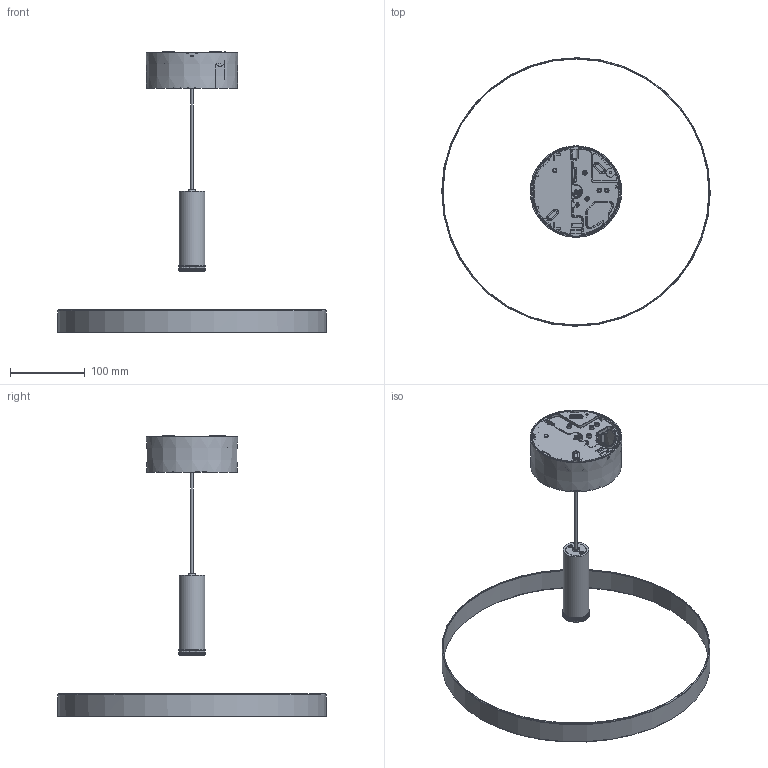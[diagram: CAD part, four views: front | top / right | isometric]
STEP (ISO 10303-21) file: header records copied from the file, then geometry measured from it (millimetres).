
FILE_DESCRIPTION(/* description */ ('This is a sample STEP configuration'),/* implementation_level */ '2;1');
FILE_NAME(/* name */ '176-10203xxxxxxxx SIMPLE.ipt_Rev_00.1.stp',/* time_stamp */ '2023-04-17T10:15:20+02:00',/* author */ ('powerJobs'),/* organization */ ('coolOrange'),/* preprocessor_version */ 'ST-DEVELOPER v19.2',/* originating_system */ 'Autodesk Inventor 2023',/* authorisation */ '');
FILE_SCHEMA (('AUTOMOTIVE_DESIGN { 1 0 10303 214 3 1 1 }'));
Length unit declared in the file: millimetre
Products named in the file (1): ENG000025779
Bounding box: 359.99 x 359.99 x 376.31 mm (x, y, z)
Volume: 266771.7 mm3; surface area: 402575 mm2
Topology: 7 solids, 7 shells, 2200 faces, 5390 edges, 3214 vertices
Faces by surface type: cylinder 741, plane 624, bspline 386, torus 184, sphere 167, cone 98
Full cylindrical faces by diameter (mm): 1 x4, 2.3 x2, 2.459 x5, 2.6 x1, 2.902 x1, 3 x19, 3.242 x1, 3.5 x2, 3.797 x1, 4 x1, 5 x2, 10 x1, 24 x2, 25.4 x2, 26 x5, 26.8 x1, 27.4 x1, 28 x2, 30.2 x1, 34.5 x1, 358 x1, 360 x1
Entity records: 92089 total; most frequent: CARTESIAN_POINT 42211, ORIENTED_EDGE 10752, DIRECTION 10085, EDGE_CURVE 5376, AXIS2_PLACEMENT_3D 4052, VERTEX_POINT 3216, EDGE_LOOP 2304, FACE_OUTER_BOUND 2200
